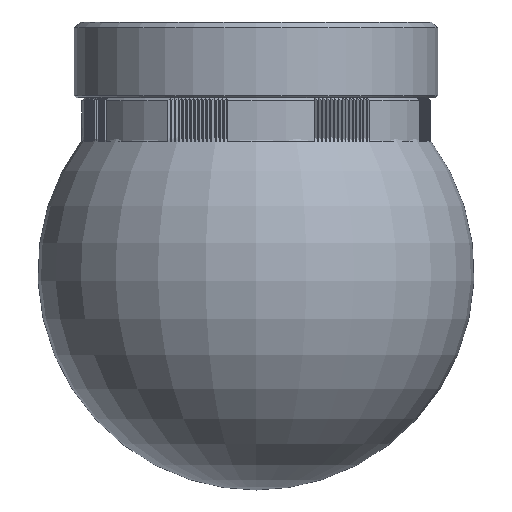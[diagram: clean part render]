
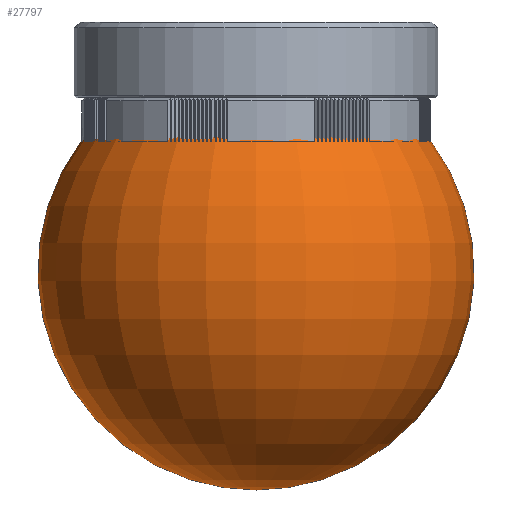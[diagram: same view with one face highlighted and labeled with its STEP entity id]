
A CAD part, left-side view. The second image highlights one B-rep face of the part: STEP entity #27797.
In plain terms, the highlighted toroidal (fillet/blend) face has major radius 0.017 mm and minor radius 37 mm.
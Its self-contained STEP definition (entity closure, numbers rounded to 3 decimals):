
#19=VERTEX_LOOP('',#20923);
#20=DEGENERATE_TOROIDAL_SURFACE('',#31402,0.017,37.,.T.);
#14030=ORIENTED_EDGE('',*,*,#18246,.F.);
#18246=EDGE_CURVE('',#20922,#20922,#22714,.T.);
#20922=VERTEX_POINT('',#50451);
#20923=VERTEX_POINT('',#50453);
#22714=CIRCLE('',#31401,16.75);
#24434=EDGE_LOOP('',(#14030));
#26183=FACE_BOUND('',#24434,.T.);
#26184=FACE_BOUND('',#19,.T.);
#27797=ADVANCED_FACE('',(#26183,#26184),#20,.T.);
#31401=AXIS2_PLACEMENT_3D('',#50450,#39817,#39818);
#31402=AXIS2_PLACEMENT_3D('',#50452,#39819,#39820);
#39817=DIRECTION('',(0.,0.,-1.));
#39818=DIRECTION('',(1.,0.,0.));
#39819=DIRECTION('',(0.,0.,1.));
#39820=DIRECTION('',(1.,0.,0.));
#50450=CARTESIAN_POINT('',(0.,0.,27.));
#50451=CARTESIAN_POINT('',(16.75,0.,27.));
#50452=CARTESIAN_POINT('',(0.,0.,-6.));
#50453=CARTESIAN_POINT('',(0.,0.,31.));
